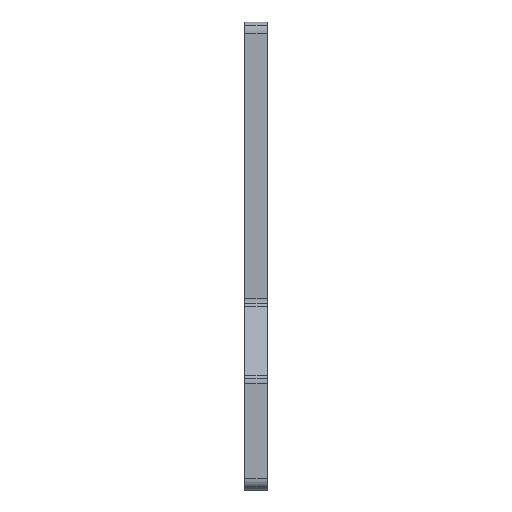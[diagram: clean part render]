
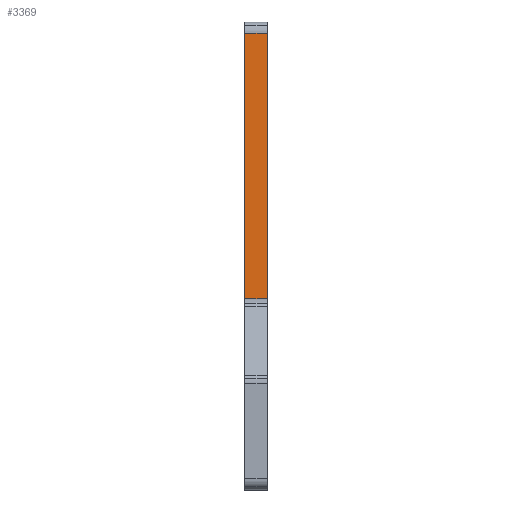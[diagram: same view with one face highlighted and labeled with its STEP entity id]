
A CAD part, left-side view. The second image highlights one B-rep face of the part: STEP entity #3369.
In plain terms, the highlighted planar face has unit normal (-1, 0, 0).
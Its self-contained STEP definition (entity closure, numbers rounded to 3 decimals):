
#689=CARTESIAN_POINT('',(-23.05,0.0,17.164));
#690=VERTEX_POINT('',#689);
#698=CARTESIAN_POINT('',(-23.05,2.0,17.164));
#699=VERTEX_POINT('',#698);
#700=CARTESIAN_POINT('',(-23.05,0.0,17.164));
#701=DIRECTION('',(0.0,1.0,0.0));
#702=VECTOR('',#701,2.0);
#703=LINE('',#700,#702);
#704=EDGE_CURVE('',#690,#699,#703,.T.);
#2867=CARTESIAN_POINT('',(-23.05,0.0,41.));
#2868=VERTEX_POINT('',#2867);
#2876=CARTESIAN_POINT('',(-23.05,0.0,17.164));
#2877=DIRECTION('',(0.0,0.0,1.0));
#2878=VECTOR('',#2877,23.836);
#2879=LINE('',#2876,#2878);
#2880=EDGE_CURVE('',#690,#2868,#2879,.T.);
#3346=CARTESIAN_POINT('',(-23.05,0.0,42.0));
#3347=DIRECTION('',(-1.0,0.0,0.0));
#3348=DIRECTION('',(0.0,0.0,1.0));
#3349=AXIS2_PLACEMENT_3D('',#3346,#3347,#3348);
#3350=PLANE('',#3349);
#3351=ORIENTED_EDGE('',*,*,#704,.F.);
#3352=ORIENTED_EDGE('',*,*,#2880,.T.);
#3353=CARTESIAN_POINT('',(-23.05,2.0,41.));
#3354=VERTEX_POINT('',#3353);
#3355=CARTESIAN_POINT('',(-23.05,2.0,41.));
#3356=DIRECTION('',(0.0,-1.0,0.0));
#3357=VECTOR('',#3356,2.0);
#3358=LINE('',#3355,#3357);
#3359=EDGE_CURVE('',#3354,#2868,#3358,.T.);
#3360=ORIENTED_EDGE('',*,*,#3359,.F.);
#3361=CARTESIAN_POINT('',(-23.05,2.0,41.));
#3362=DIRECTION('',(0.0,0.0,-1.0));
#3363=VECTOR('',#3362,23.836);
#3364=LINE('',#3361,#3363);
#3365=EDGE_CURVE('',#3354,#699,#3364,.T.);
#3366=ORIENTED_EDGE('',*,*,#3365,.T.);
#3367=EDGE_LOOP('',(#3351,#3352,#3360,#3366));
#3368=FACE_OUTER_BOUND('',#3367,.T.);
#3369=ADVANCED_FACE('',(#3368),#3350,.T.);
